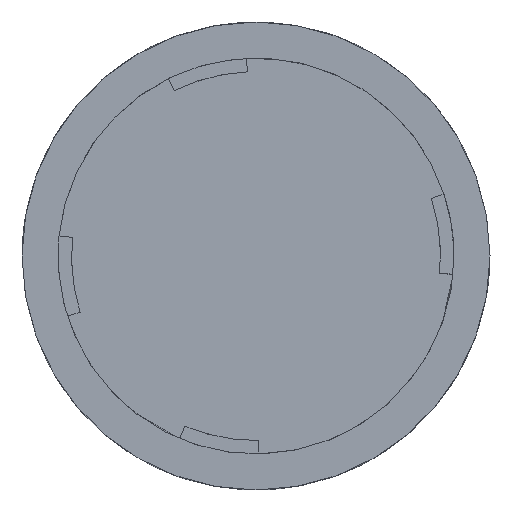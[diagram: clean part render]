
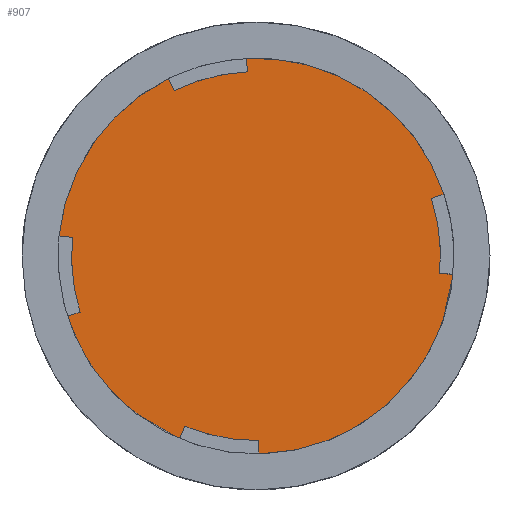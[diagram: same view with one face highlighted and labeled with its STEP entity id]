
A CAD part, top view. The second image highlights one B-rep face of the part: STEP entity #907.
In plain terms, the highlighted planar face has unit normal (0, 0, 1).
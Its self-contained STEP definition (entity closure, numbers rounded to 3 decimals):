
#60=CIRCLE('',#962,20.5);
#62=CIRCLE('',#965,20.5);
#64=CIRCLE('',#968,20.5);
#69=CIRCLE('',#987,20.5);
#70=CIRCLE('',#988,22.);
#71=CIRCLE('',#989,22.);
#72=CIRCLE('',#990,22.);
#73=CIRCLE('',#991,22.);
#255=ORIENTED_EDGE('',*,*,#424,.F.);
#256=ORIENTED_EDGE('',*,*,#425,.F.);
#257=ORIENTED_EDGE('',*,*,#426,.T.);
#258=ORIENTED_EDGE('',*,*,#427,.F.);
#259=ORIENTED_EDGE('',*,*,#391,.F.);
#260=ORIENTED_EDGE('',*,*,#389,.F.);
#261=ORIENTED_EDGE('',*,*,#401,.T.);
#262=ORIENTED_EDGE('',*,*,#428,.F.);
#263=ORIENTED_EDGE('',*,*,#402,.F.);
#264=ORIENTED_EDGE('',*,*,#383,.F.);
#265=ORIENTED_EDGE('',*,*,#412,.T.);
#266=ORIENTED_EDGE('',*,*,#429,.F.);
#267=ORIENTED_EDGE('',*,*,#413,.F.);
#268=ORIENTED_EDGE('',*,*,#377,.F.);
#269=ORIENTED_EDGE('',*,*,#423,.T.);
#270=ORIENTED_EDGE('',*,*,#430,.F.);
#377=EDGE_CURVE('',#486,#482,#60,.T.);
#383=EDGE_CURVE('',#492,#488,#62,.T.);
#389=EDGE_CURVE('',#498,#494,#64,.T.);
#391=EDGE_CURVE('',#494,#500,#581,.F.);
#401=EDGE_CURVE('',#498,#505,#589,.T.);
#402=EDGE_CURVE('',#488,#506,#590,.F.);
#412=EDGE_CURVE('',#492,#511,#598,.T.);
#413=EDGE_CURVE('',#482,#512,#599,.F.);
#423=EDGE_CURVE('',#486,#517,#607,.T.);
#424=EDGE_CURVE('',#518,#519,#608,.F.);
#425=EDGE_CURVE('',#520,#518,#69,.T.);
#426=EDGE_CURVE('',#520,#521,#609,.T.);
#427=EDGE_CURVE('',#500,#521,#70,.T.);
#428=EDGE_CURVE('',#506,#505,#71,.T.);
#429=EDGE_CURVE('',#512,#511,#72,.T.);
#430=EDGE_CURVE('',#519,#517,#73,.T.);
#482=VERTEX_POINT('',#1522);
#486=VERTEX_POINT('',#1533);
#488=VERTEX_POINT('',#1538);
#492=VERTEX_POINT('',#1549);
#494=VERTEX_POINT('',#1554);
#498=VERTEX_POINT('',#1565);
#500=VERTEX_POINT('',#1572);
#505=VERTEX_POINT('',#1612);
#506=VERTEX_POINT('',#1616);
#511=VERTEX_POINT('',#1656);
#512=VERTEX_POINT('',#1660);
#517=VERTEX_POINT('',#1715);
#518=VERTEX_POINT('',#1719);
#519=VERTEX_POINT('',#1720);
#520=VERTEX_POINT('',#1722);
#521=VERTEX_POINT('',#1724);
#581=LINE('',#1571,#671);
#589=LINE('',#1613,#679);
#590=LINE('',#1615,#680);
#598=LINE('',#1657,#688);
#599=LINE('',#1659,#689);
#607=LINE('',#1716,#697);
#608=LINE('',#1718,#698);
#609=LINE('',#1723,#699);
#671=VECTOR('',#1135,1000.);
#679=VECTOR('',#1151,1000.);
#680=VECTOR('',#1154,1000.);
#688=VECTOR('',#1170,1000.);
#689=VECTOR('',#1173,1000.);
#697=VECTOR('',#1189,1000.);
#698=VECTOR('',#1192,1000.);
#699=VECTOR('',#1195,1000.);
#761=EDGE_LOOP('',(#255,#256,#257,#258,#259,#260,#261,#262,#263,#264,#265,
#266,#267,#268,#269,#270));
#821=FACE_BOUND('',#761,.T.);
#860=PLANE('',#986);
#907=ADVANCED_FACE('',(#821),#860,.F.);
#962=AXIS2_PLACEMENT_3D('',#1534,#1109,#1110);
#965=AXIS2_PLACEMENT_3D('',#1550,#1118,#1119);
#968=AXIS2_PLACEMENT_3D('',#1566,#1127,#1128);
#986=AXIS2_PLACEMENT_3D('',#1717,#1190,#1191);
#987=AXIS2_PLACEMENT_3D('',#1721,#1193,#1194);
#988=AXIS2_PLACEMENT_3D('',#1725,#1196,#1197);
#989=AXIS2_PLACEMENT_3D('',#1726,#1198,#1199);
#990=AXIS2_PLACEMENT_3D('',#1727,#1200,#1201);
#991=AXIS2_PLACEMENT_3D('',#1728,#1202,#1203);
#1109=DIRECTION('',(0.,0.,-1.));
#1110=DIRECTION('',(-1.,0.,0.));
#1118=DIRECTION('',(0.,0.,-1.));
#1119=DIRECTION('',(-1.,0.,0.));
#1127=DIRECTION('',(0.,0.,-1.));
#1128=DIRECTION('',(-1.,0.,0.));
#1135=DIRECTION('',(-0.04,-0.999,0.));
#1151=DIRECTION('',(-0.047,0.999,0.));
#1154=DIRECTION('',(0.982,-0.188,0.));
#1170=DIRECTION('',(-0.995,0.101,0.));
#1173=DIRECTION('',(0.465,0.885,0.));
#1189=DIRECTION('',(-0.386,-0.923,0.));
#1190=DIRECTION('',(0.,0.,-1.));
#1191=DIRECTION('',(-0.423,0.906,0.));
#1192=DIRECTION('',(-0.984,0.179,0.));
#1193=DIRECTION('',(0.,0.,-1.));
#1194=DIRECTION('',(-1.,0.,0.));
#1195=DIRECTION('',(0.996,-0.092,0.));
#1196=DIRECTION('',(0.,0.,-1.));
#1197=DIRECTION('',(0.996,-0.087,0.));
#1198=DIRECTION('',(0.,0.,-1.));
#1199=DIRECTION('',(0.996,-0.087,0.));
#1200=DIRECTION('',(0.,0.,-1.));
#1201=DIRECTION('',(0.996,-0.087,0.));
#1202=DIRECTION('',(0.,0.,-1.));
#1203=DIRECTION('',(0.996,-0.087,0.));
#1522=CARTESIAN_POINT('',(-9.528,-18.151,-11.804));
#1533=CARTESIAN_POINT('',(-7.91,-18.913,-11.804));
#1534=CARTESIAN_POINT('',(0.,0.,-11.804));
#1538=CARTESIAN_POINT('',(-20.135,3.849,-11.804));
#1549=CARTESIAN_POINT('',(-20.394,2.079,-11.804));
#1550=CARTESIAN_POINT('',(0.,0.,-11.804));
#1554=CARTESIAN_POINT('',(0.818,20.484,-11.804));
#1565=CARTESIAN_POINT('',(-0.97,20.477,-11.804));
#1566=CARTESIAN_POINT('',(0.,0.,-11.804));
#1571=CARTESIAN_POINT('',(0.439,10.991,-11.804));
#1572=CARTESIAN_POINT('',(0.878,21.982,-11.804));
#1612=CARTESIAN_POINT('',(-1.041,21.975,-11.804));
#1613=CARTESIAN_POINT('',(-0.521,10.988,-11.804));
#1615=CARTESIAN_POINT('',(-10.804,2.065,-11.804));
#1616=CARTESIAN_POINT('',(-21.609,4.13,-11.804));
#1656=CARTESIAN_POINT('',(-21.887,2.231,-11.804));
#1657=CARTESIAN_POINT('',(-10.943,1.116,-11.804));
#1659=CARTESIAN_POINT('',(-5.113,-9.74,-11.804));
#1660=CARTESIAN_POINT('',(-10.225,-19.479,-11.804));
#1715=CARTESIAN_POINT('',(-8.488,-20.296,-11.804));
#1716=CARTESIAN_POINT('',(-4.244,-10.148,-11.804));
#1717=CARTESIAN_POINT('',(3.054,111.762,-11.804));
#1718=CARTESIAN_POINT('',(10.823,-1.968,-11.804));
#1719=CARTESIAN_POINT('',(20.169,-3.667,-11.804));
#1720=CARTESIAN_POINT('',(21.645,-3.935,-11.804));
#1721=CARTESIAN_POINT('',(0.,0.,-11.804));
#1722=CARTESIAN_POINT('',(20.412,-1.895,-11.804));
#1723=CARTESIAN_POINT('',(10.953,-1.017,-11.804));
#1724=CARTESIAN_POINT('',(21.906,-2.034,-11.804));
#1725=CARTESIAN_POINT('',(0.,0.,-11.804));
#1726=CARTESIAN_POINT('',(0.,0.,-11.804));
#1727=CARTESIAN_POINT('',(0.,0.,-11.804));
#1728=CARTESIAN_POINT('',(0.,0.,-11.804));
